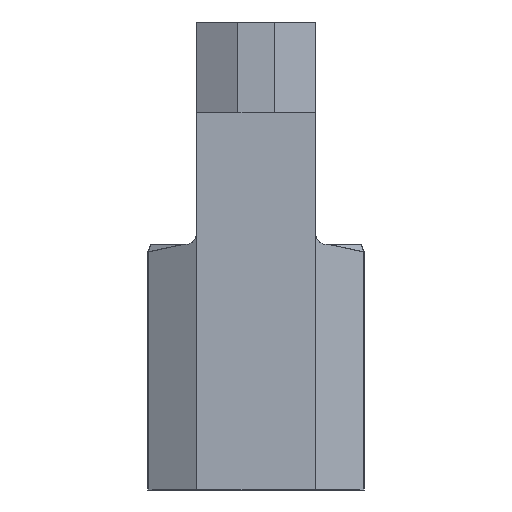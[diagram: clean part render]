
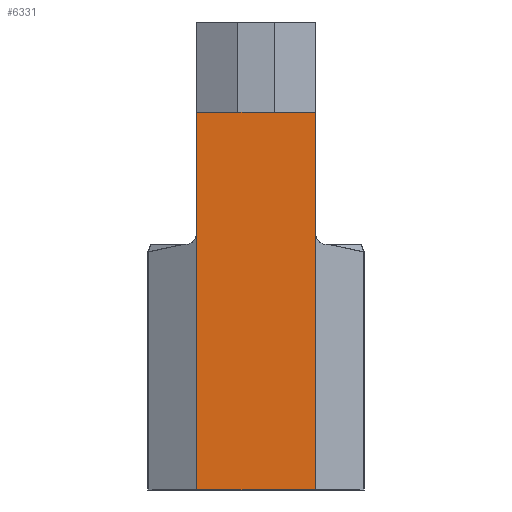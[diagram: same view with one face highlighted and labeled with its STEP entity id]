
A CAD part, left-side view. The second image highlights one B-rep face of the part: STEP entity #6331.
In plain terms, the highlighted planar face has unit normal (-1, 0, 0).
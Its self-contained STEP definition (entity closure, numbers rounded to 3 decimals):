
#4106 = PLANE('',#4107);
#4107 = AXIS2_PLACEMENT_3D('',#4108,#4109,#4110);
#4108 = CARTESIAN_POINT('',(-195.,-288.,826.5));
#4109 = DIRECTION('',(0.,-1.,0.));
#4110 = DIRECTION('',(0.,0.,1.));
#4178 = VERTEX_POINT('',#4179);
#4179 = CARTESIAN_POINT('',(-358.,-288.,2651.5));
#4193 = PLANE('',#4194);
#4194 = AXIS2_PLACEMENT_3D('',#4195,#4196,#4197);
#4195 = CARTESIAN_POINT('',(-358.,-288.,2651.5));
#4196 = DIRECTION('',(0.,0.,-1.));
#4197 = DIRECTION('',(0.,-1.,0.));
#4205 = EDGE_CURVE('',#4206,#4178,#4208,.T.);
#4206 = VERTEX_POINT('',#4207);
#4207 = CARTESIAN_POINT('',(-358.,-288.,826.502));
#4208 = SURFACE_CURVE('',#4209,(#4213,#4220),.PCURVE_S1.);
#4209 = LINE('',#4210,#4211);
#4210 = CARTESIAN_POINT('',(-358.,-288.,825.982));
#4211 = VECTOR('',#4212,1.);
#4212 = DIRECTION('',(0.,0.,1.));
#4213 = PCURVE('',#4106,#4214);
#4214 = DEFINITIONAL_REPRESENTATION('',(#4215),#4219);
#4215 = LINE('',#4216,#4217);
#4216 = CARTESIAN_POINT('',(-0.518,163.));
#4217 = VECTOR('',#4218,1.);
#4218 = DIRECTION('',(1.,0.));
#4219 = ( GEOMETRIC_REPRESENTATION_CONTEXT(2) 
PARAMETRIC_REPRESENTATION_CONTEXT() REPRESENTATION_CONTEXT('2D SPACE',''
  ) );
#4220 = PCURVE('',#4221,#4226);
#4221 = PLANE('',#4222);
#4222 = AXIS2_PLACEMENT_3D('',#4223,#4224,#4225);
#4223 = CARTESIAN_POINT('',(-358.,287.,825.982));
#4224 = DIRECTION('',(-1.,0.,0.));
#4225 = DIRECTION('',(0.,0.,1.));
#4226 = DEFINITIONAL_REPRESENTATION('',(#4227),#4231);
#4227 = LINE('',#4228,#4229);
#4228 = CARTESIAN_POINT('',(0.,-575.));
#4229 = VECTOR('',#4230,1.);
#4230 = DIRECTION('',(1.,0.));
#4231 = ( GEOMETRIC_REPRESENTATION_CONTEXT(2) 
PARAMETRIC_REPRESENTATION_CONTEXT() REPRESENTATION_CONTEXT('2D SPACE',''
  ) );
#4248 = CYLINDRICAL_SURFACE('',#4249,2.002);
#4249 = AXIS2_PLACEMENT_3D('',#4250,#4251,#4252);
#4250 = CARTESIAN_POINT('',(-355.998,287.,826.502));
#4251 = DIRECTION('',(0.,-1.,0.));
#4252 = DIRECTION('',(0.,0.,1.));
#4348 = PLANE('',#4349);
#4349 = AXIS2_PLACEMENT_3D('',#4350,#4351,#4352);
#4350 = CARTESIAN_POINT('',(-356.,287.,826.5));
#4351 = DIRECTION('',(0.,1.,0.));
#4352 = DIRECTION('',(0.,0.,-1.));
#4368 = VERTEX_POINT('',#4369);
#4369 = CARTESIAN_POINT('',(-358.,287.,826.502));
#4391 = EDGE_CURVE('',#4392,#4368,#4394,.T.);
#4392 = VERTEX_POINT('',#4393);
#4393 = CARTESIAN_POINT('',(-358.,287.,2651.5));
#4394 = SURFACE_CURVE('',#4395,(#4399,#4406),.PCURVE_S1.);
#4395 = LINE('',#4396,#4397);
#4396 = CARTESIAN_POINT('',(-358.,287.,825.982));
#4397 = VECTOR('',#4398,1.);
#4398 = DIRECTION('',(0.,0.,-1.));
#4399 = PCURVE('',#4348,#4400);
#4400 = DEFINITIONAL_REPRESENTATION('',(#4401),#4405);
#4401 = LINE('',#4402,#4403);
#4402 = CARTESIAN_POINT('',(0.518,2.));
#4403 = VECTOR('',#4404,1.);
#4404 = DIRECTION('',(1.,0.));
#4405 = ( GEOMETRIC_REPRESENTATION_CONTEXT(2) 
PARAMETRIC_REPRESENTATION_CONTEXT() REPRESENTATION_CONTEXT('2D SPACE',''
  ) );
#4406 = PCURVE('',#4221,#4407);
#4407 = DEFINITIONAL_REPRESENTATION('',(#4408),#4412);
#4408 = LINE('',#4409,#4410);
#4409 = CARTESIAN_POINT('',(0.,0.));
#4410 = VECTOR('',#4411,1.);
#4411 = DIRECTION('',(-1.,0.));
#4412 = ( GEOMETRIC_REPRESENTATION_CONTEXT(2) 
PARAMETRIC_REPRESENTATION_CONTEXT() REPRESENTATION_CONTEXT('2D SPACE',''
  ) );
#6331 = ADVANCED_FACE('',(#6332),#4221,.T.);
#6332 = FACE_BOUND('',#6333,.T.);
#6333 = EDGE_LOOP('',(#6334,#6335,#6356,#6357));
#6334 = ORIENTED_EDGE('',*,*,#4391,.T.);
#6335 = ORIENTED_EDGE('',*,*,#6336,.T.);
#6336 = EDGE_CURVE('',#4368,#4206,#6337,.T.);
#6337 = SURFACE_CURVE('',#6338,(#6342,#6349),.PCURVE_S1.);
#6338 = LINE('',#6339,#6340);
#6339 = CARTESIAN_POINT('',(-358.,287.,826.502));
#6340 = VECTOR('',#6341,1.);
#6341 = DIRECTION('',(0.,-1.,0.));
#6342 = PCURVE('',#4221,#6343);
#6343 = DEFINITIONAL_REPRESENTATION('',(#6344),#6348);
#6344 = LINE('',#6345,#6346);
#6345 = CARTESIAN_POINT('',(0.52,0.));
#6346 = VECTOR('',#6347,1.);
#6347 = DIRECTION('',(0.,-1.));
#6348 = ( GEOMETRIC_REPRESENTATION_CONTEXT(2) 
PARAMETRIC_REPRESENTATION_CONTEXT() REPRESENTATION_CONTEXT('2D SPACE',''
  ) );
#6349 = PCURVE('',#4248,#6350);
#6350 = DEFINITIONAL_REPRESENTATION('',(#6351),#6355);
#6351 = LINE('',#6352,#6353);
#6352 = CARTESIAN_POINT('',(1.571,0.));
#6353 = VECTOR('',#6354,1.);
#6354 = DIRECTION('',(0.,1.));
#6355 = ( GEOMETRIC_REPRESENTATION_CONTEXT(2) 
PARAMETRIC_REPRESENTATION_CONTEXT() REPRESENTATION_CONTEXT('2D SPACE',''
  ) );
#6356 = ORIENTED_EDGE('',*,*,#4205,.T.);
#6357 = ORIENTED_EDGE('',*,*,#6358,.T.);
#6358 = EDGE_CURVE('',#4178,#4392,#6359,.T.);
#6359 = SURFACE_CURVE('',#6360,(#6364,#6371),.PCURVE_S1.);
#6360 = LINE('',#6361,#6362);
#6361 = CARTESIAN_POINT('',(-358.,-288.,2651.5));
#6362 = VECTOR('',#6363,1.);
#6363 = DIRECTION('',(0.,1.,0.));
#6364 = PCURVE('',#4221,#6365);
#6365 = DEFINITIONAL_REPRESENTATION('',(#6366),#6370);
#6366 = LINE('',#6367,#6368);
#6367 = CARTESIAN_POINT('',(1825.518,-575.));
#6368 = VECTOR('',#6369,1.);
#6369 = DIRECTION('',(0.,1.));
#6370 = ( GEOMETRIC_REPRESENTATION_CONTEXT(2) 
PARAMETRIC_REPRESENTATION_CONTEXT() REPRESENTATION_CONTEXT('2D SPACE',''
  ) );
#6371 = PCURVE('',#4193,#6372);
#6372 = DEFINITIONAL_REPRESENTATION('',(#6373),#6377);
#6373 = LINE('',#6374,#6375);
#6374 = CARTESIAN_POINT('',(0.,0.));
#6375 = VECTOR('',#6376,1.);
#6376 = DIRECTION('',(-1.,0.));
#6377 = ( GEOMETRIC_REPRESENTATION_CONTEXT(2) 
PARAMETRIC_REPRESENTATION_CONTEXT() REPRESENTATION_CONTEXT('2D SPACE',''
  ) );
